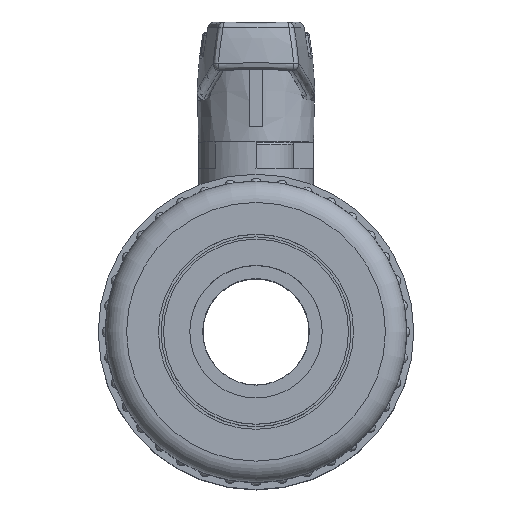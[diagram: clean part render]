
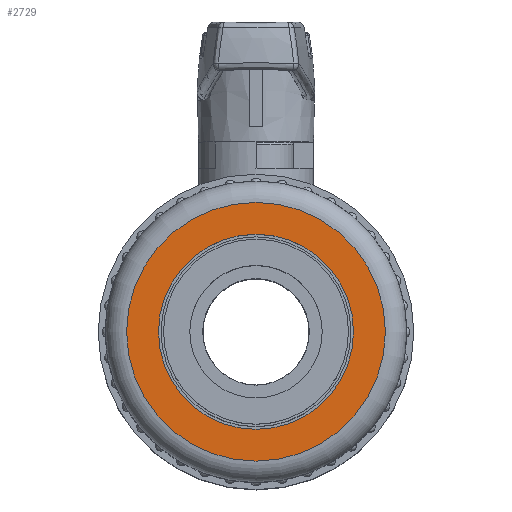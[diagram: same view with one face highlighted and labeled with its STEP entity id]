
A CAD part, top view. The second image highlights one B-rep face of the part: STEP entity #2729.
In plain terms, the highlighted planar face has unit normal (0, 0, 1).
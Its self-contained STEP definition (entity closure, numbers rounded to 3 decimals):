
#1899=CIRCLE('',#15845,18.4);
#1901=CIRCLE('',#15849,24.4);
#2729=ADVANCED_FACE('',(#3447,#3448),#3177,.T.);
#3177=PLANE('',#15850);
#3447=FACE_BOUND('',#4432,.T.);
#3448=FACE_BOUND('',#4433,.T.);
#4432=EDGE_LOOP('',(#10319));
#4433=EDGE_LOOP('',(#10320));
#10319=ORIENTED_EDGE('',*,*,#14048,.T.);
#10320=ORIENTED_EDGE('',*,*,#14046,.F.);
#12019=VERTEX_POINT('',#36821);
#12021=VERTEX_POINT('',#36827);
#14046=EDGE_CURVE('',#12019,#12019,#1899,.T.);
#14048=EDGE_CURVE('',#12021,#12021,#1901,.T.);
#15845=AXIS2_PLACEMENT_3D('',#36820,#19052,#19053);
#15849=AXIS2_PLACEMENT_3D('',#36826,#19060,#19061);
#15850=AXIS2_PLACEMENT_3D('',#36828,#19062,#19063);
#19052=DIRECTION('',(0.,0.,1.));
#19053=DIRECTION('',(0.,-1.,0.));
#19060=DIRECTION('',(0.,0.,1.));
#19061=DIRECTION('',(0.,-1.,0.));
#19062=DIRECTION('',(0.,0.,1.));
#19063=DIRECTION('',(0.,-1.,0.));
#36820=CARTESIAN_POINT('',(0.,0.,-76.5));
#36821=CARTESIAN_POINT('',(0.,-18.4,-76.5));
#36826=CARTESIAN_POINT('',(0.,0.,-76.5));
#36827=CARTESIAN_POINT('',(0.,-24.4,-76.5));
#36828=CARTESIAN_POINT('',(0.,0.,-76.5));
